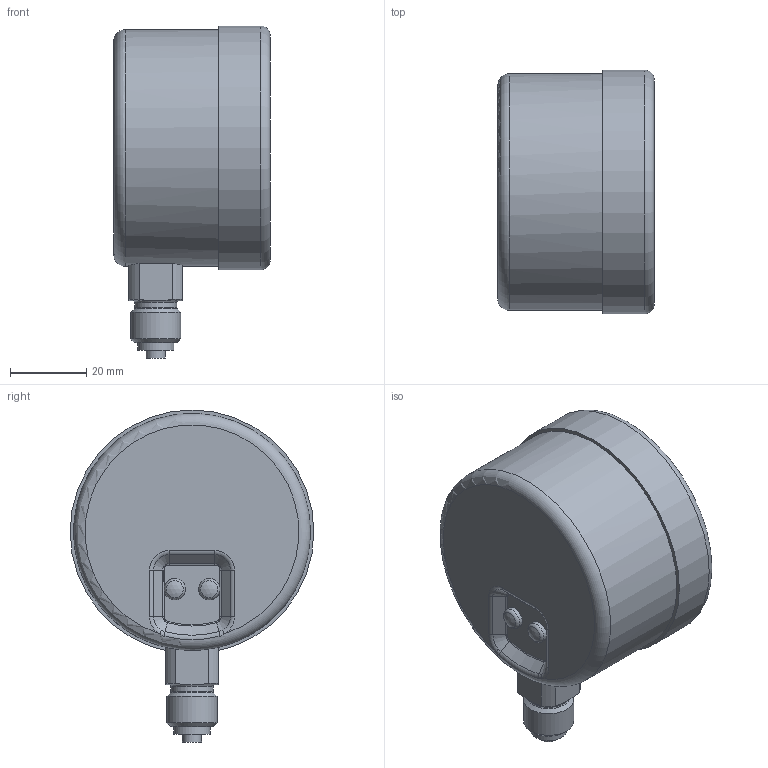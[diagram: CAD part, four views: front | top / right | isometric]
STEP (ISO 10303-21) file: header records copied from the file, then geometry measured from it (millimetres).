
FILE_DESCRIPTION(/* description */ (''),/* implementation_level */ '2;1');
FILE_NAME(/* name */ 'KP63Ch_D402_350XX402.stp',/* time_stamp */ '2018-01-11T12:54:51+01:00',/* author */ ('acgl'),/* organization */ (''),/* preprocessor_version */ 'ST-DEVELOPER v15.6',/* originating_system */ 'Autodesk Inventor 2015',/* authorisation */ '');
FILE_SCHEMA (('AUTOMOTIVE_DESIGN { 1 0 10303 214 3 1 1 }'));
Length unit declared in the file: centimetre
Products named in the file (1): KP63Ch_D402_350XX402
Bounding box: 41 x 63.8 x 86.9 mm (x, y, z)
Volume: 121969.7 mm3; surface area: 15384.9 mm2
Topology: 1 solids, 1 shells, 64 faces, 141 edges, 84 vertices
Faces by surface type: cylinder 16, torus 16, plane 15, cone 13, bspline 2, sphere 2
Full cylindrical faces by diameter (mm): 5 x1, 9.5 x1, 11 x1, 13.16 x1, 62 x1, 63.8 x1
Entity records: 1808 total; most frequent: CARTESIAN_POINT 354, DIRECTION 300, ORIENTED_EDGE 242, AXIS2_PLACEMENT_3D 134, EDGE_CURVE 121, EDGE_LOOP 85, VERTEX_POINT 80, CIRCLE 71
